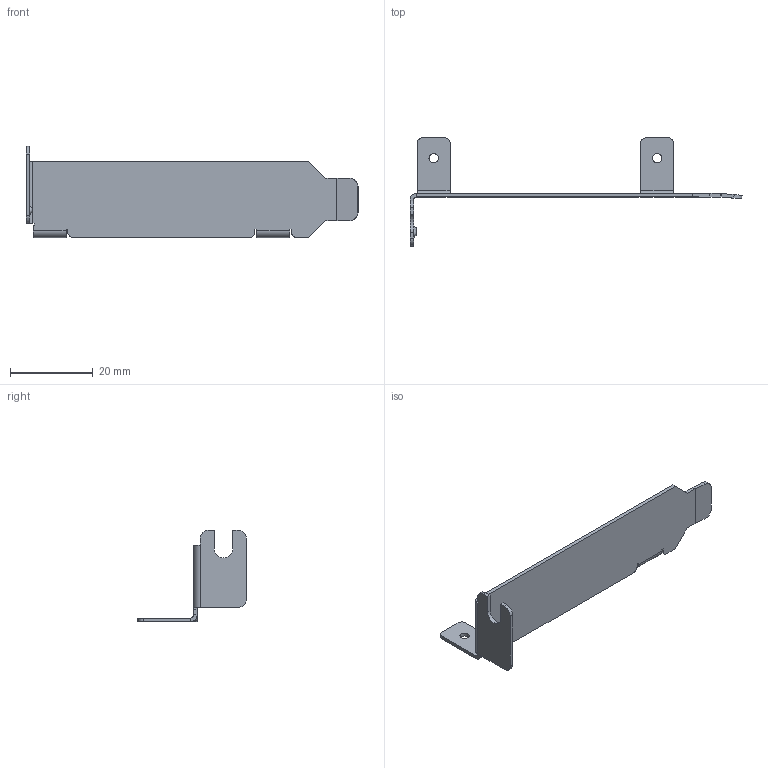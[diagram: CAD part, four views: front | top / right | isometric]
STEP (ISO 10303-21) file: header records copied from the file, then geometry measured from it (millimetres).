
FILE_DESCRIPTION(('HOOPS Exchange Step'),'2;1');
FILE_NAME('STD-PC-PCIe-BRACKET-LOW-SPEC.step','2019-07-17T22:04:16+00:00',('SYSTEM'),('Unknown organisation'),'HOOPS Exchange 10.0','HOOPS Exchange','Unknown authorisation');
FILE_SCHEMA( ('AUTOMOTIVE_DESIGN { 1 0 10303 214 1 1 1 1 }') );
Length unit declared in the file: millimetre
Products named in the file (2): Default; STD-PC-PCIe-BRACKET-LOW-SPEC
Assembly tree (1 placements, depth 2):
  STD-PC-PCIe-BRACKET-LOW-SPEC
    Default
Bounding box: 80.08 x 26.14 x 22 mm (x, y, z)
Volume: 1562.7 mm3; surface area: 3777.9 mm2
Topology: 1 solids, 1 shells, 79 faces, 198 edges, 122 vertices
Faces by surface type: plane 55, cylinder 23, sphere 1
Full cylindrical faces by diameter (mm): 2.261 x2
Entity records: 2387 total; most frequent: DIRECTION 413, CARTESIAN_POINT 402, ORIENTED_EDGE 396, EDGE_CURVE 198, VECTOR 147, LINE 147, AXIS2_PLACEMENT_3D 133, VERTEX_POINT 122
